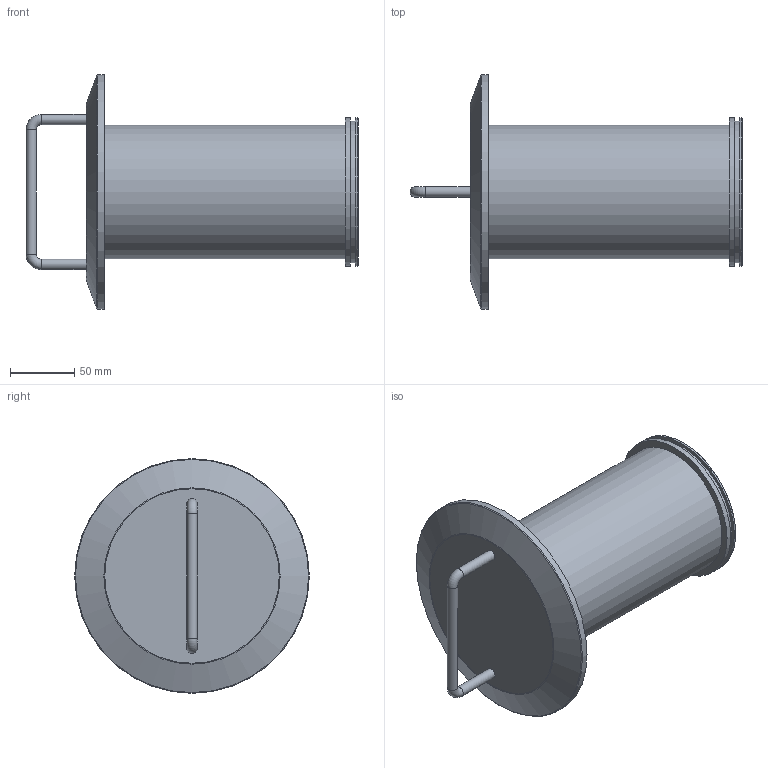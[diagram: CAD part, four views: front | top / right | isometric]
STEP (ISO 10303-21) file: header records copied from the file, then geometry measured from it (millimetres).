
FILE_DESCRIPTION((''),'2;1');
FILE_NAME('60602100X3XX.stp','2010-10-29T11:03:49',('Creator'),(''),'Autodesk Inventor 2010','Autodesk Inventor 2010','');
FILE_SCHEMA(('AUTOMOTIVE_DESIGN { 1 0 10303 214 1 1 1 1 }'));
Length unit declared in the file: millimetre
Products named in the file (1): 60602100X3XX
Bounding box: 259 x 183 x 183 mm (x, y, z)
Volume: 466691.8 mm3; surface area: 197760.5 mm2
Topology: 1 solids, 1 shells, 32 faces, 54 edges, 32 vertices
Faces by surface type: cylinder 11, plane 10, torus 6, cone 4, bspline 1
Full cylindrical faces by diameter (mm): 8 x3, 94.5 x1, 100 x1, 100.5 x1, 104.5 x1, 110.5 x1, 116 x2, 183 x1
Entity records: 734 total; most frequent: CARTESIAN_POINT 141, DIRECTION 128, AXIS2_PLACEMENT_3D 64, ORIENTED_EDGE 64, EDGE_LOOP 64, VERTEX_POINT 32, CIRCLE 32, EDGE_CURVE 32
